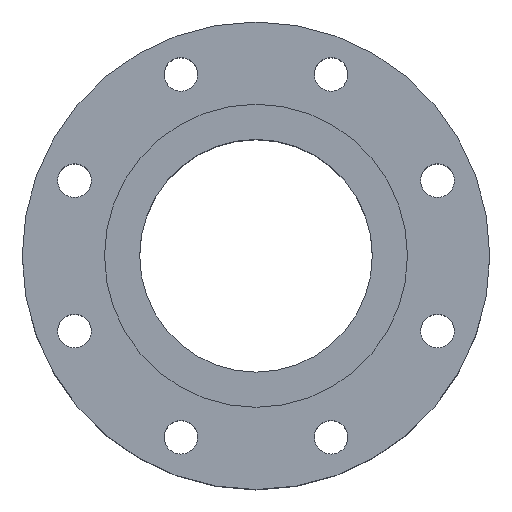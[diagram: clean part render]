
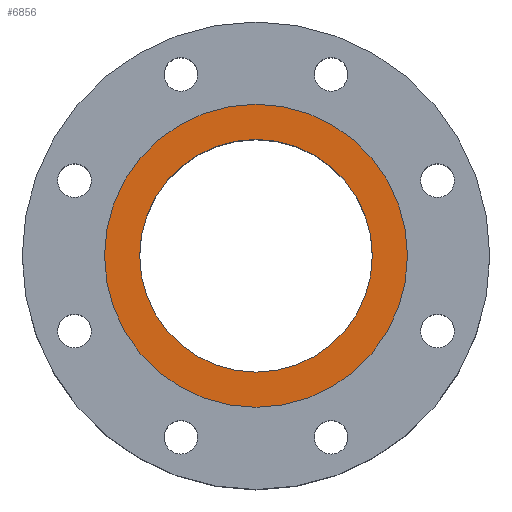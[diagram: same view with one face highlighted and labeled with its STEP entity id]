
A CAD part, top view. The second image highlights one B-rep face of the part: STEP entity #6856.
In plain terms, the highlighted planar face has unit normal (0, 0, 1).
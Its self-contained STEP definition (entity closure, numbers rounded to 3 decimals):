
#178 = VERTEX_POINT ( 'NONE', #17984 ) ;
#916 = CIRCLE ( 'NONE', #13814, 62.2 ) ;
#2248 = ORIENTED_EDGE ( 'NONE', *, *, #8471, .F. ) ;
#2441 = CARTESIAN_POINT ( 'NONE',  ( 0., 0., 0. ) ) ;
#2736 = CARTESIAN_POINT ( 'NONE',  ( 81., 0., 0. ) ) ;
#2752 = ORIENTED_EDGE ( 'NONE', *, *, #8655, .T. ) ;
#2849 = PLANE ( 'NONE',  #23008 ) ;
#5026 = CARTESIAN_POINT ( 'NONE',  ( 0., 0., 0. ) ) ;
#5208 = CIRCLE ( 'NONE', #18616, 81. ) ;
#5633 = CIRCLE ( 'NONE', #13444, 62.2 ) ;
#5707 = CARTESIAN_POINT ( 'NONE',  ( 62.2, 0., 0. ) ) ;
#6856 = ADVANCED_FACE ( 'NONE', ( #13690, #22660 ), #2849, .F. ) ;
#8407 = VERTEX_POINT ( 'NONE', #5707 ) ;
#8471 = EDGE_CURVE ( 'NONE', #8407, #178, #916, .T. ) ;
#8655 = EDGE_CURVE ( 'NONE', #11231, #10858, #23971, .T. ) ;
#9490 = DIRECTION ( 'NONE',  ( -1., 0., 0. ) ) ;
#10163 = ORIENTED_EDGE ( 'NONE', *, *, #12693, .T. ) ;
#10801 = CARTESIAN_POINT ( 'NONE',  ( 0., 0., 0. ) ) ;
#10858 = VERTEX_POINT ( 'NONE', #14665 ) ;
#11231 = VERTEX_POINT ( 'NONE', #2736 ) ;
#12693 = EDGE_CURVE ( 'NONE', #10858, #11231, #5208, .T. ) ;
#12817 = EDGE_LOOP ( 'NONE', ( #2248, #23769 ) ) ;
#13444 = AXIS2_PLACEMENT_3D ( 'NONE', #10801, #17463, #26278 ) ;
#13690 = FACE_BOUND ( 'NONE', #12817, .T. ) ;
#13814 = AXIS2_PLACEMENT_3D ( 'NONE', #2441, #25935, #20218 ) ;
#13840 = DIRECTION ( 'NONE',  ( 1., 0., 0. ) ) ;
#14665 = CARTESIAN_POINT ( 'NONE',  ( -81., 0., 0. ) ) ;
#15349 = EDGE_LOOP ( 'NONE', ( #2752, #10163 ) ) ;
#16166 = DIRECTION ( 'NONE',  ( 0., 0., 1. ) ) ;
#17460 = DIRECTION ( 'NONE',  ( 0., 0., 1. ) ) ;
#17463 = DIRECTION ( 'NONE',  ( 0., 0., 1. ) ) ;
#17606 = DIRECTION ( 'NONE',  ( 1., 0., 0. ) ) ;
#17754 = DIRECTION ( 'NONE',  ( 0., 0., -1. ) ) ;
#17984 = CARTESIAN_POINT ( 'NONE',  ( -62.2, 0., 0. ) ) ;
#18616 = AXIS2_PLACEMENT_3D ( 'NONE', #5026, #16166, #13840 ) ;
#20218 = DIRECTION ( 'NONE',  ( 1., 0., 0. ) ) ;
#20340 = CARTESIAN_POINT ( 'NONE',  ( 0., 81., 0. ) ) ;
#21219 = AXIS2_PLACEMENT_3D ( 'NONE', #26701, #17460, #17606 ) ;
#22660 = FACE_OUTER_BOUND ( 'NONE', #15349, .T. ) ;
#23008 = AXIS2_PLACEMENT_3D ( 'NONE', #20340, #17754, #9490 ) ;
#23769 = ORIENTED_EDGE ( 'NONE', *, *, #25668, .F. ) ;
#23971 = CIRCLE ( 'NONE', #21219, 81. ) ;
#25668 = EDGE_CURVE ( 'NONE', #178, #8407, #5633, .T. ) ;
#25935 = DIRECTION ( 'NONE',  ( 0., 0., 1. ) ) ;
#26278 = DIRECTION ( 'NONE',  ( 1., 0., 0. ) ) ;
#26701 = CARTESIAN_POINT ( 'NONE',  ( 0., 0., 0. ) ) ;
